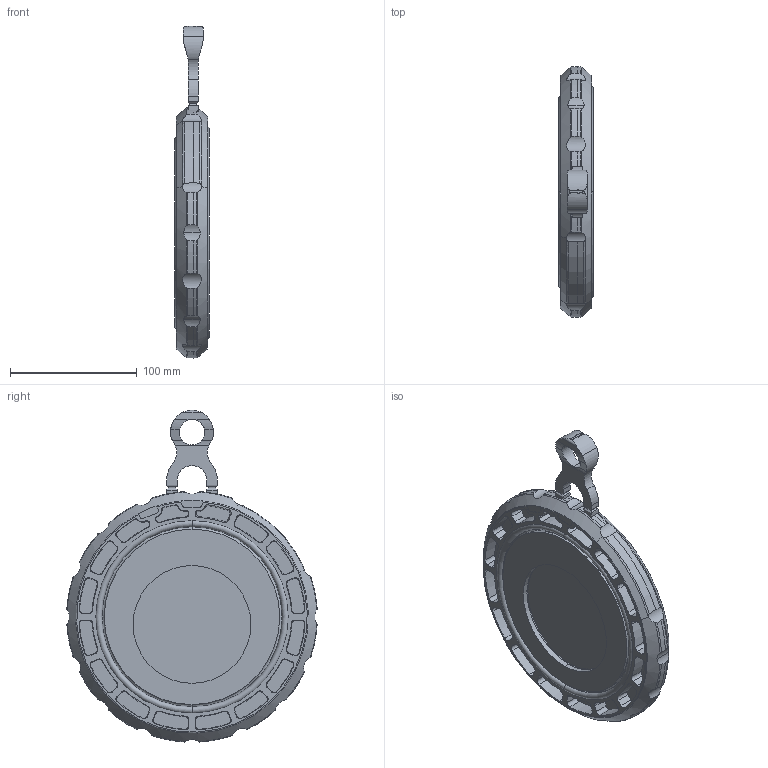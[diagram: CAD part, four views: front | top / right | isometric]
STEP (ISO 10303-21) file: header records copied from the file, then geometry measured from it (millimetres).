
FILE_DESCRIPTION(('STEP AP214'),'1');
FILE_NAME('cctmp_226FCFC2-19E9-4D85-9FC6-6F08C4C2FF88_2018_12_7_13_48_51_539..stp','2018-12-07T12:48:52',('Praher Valves GmbH'),('CADClick - www.CADClick.com'),'Spatial InterOp 3D',' ','unknown authorization');
FILE_SCHEMA(('AUTOMOTIVE_DESIGN'));
Length unit declared in the file: millimetre
Products named in the file (1): 1
Bounding box: 27.04 x 197.6 x 262.1 mm (x, y, z)
Volume: 564085.7 mm3; surface area: 117115.3 mm2
Topology: 1 solids, 1 shells, 559 faces, 1581 edges, 1041 vertices
Faces by surface type: plane 191, cone 163, cylinder 140, torus 65
Entity records: 25408 total; most frequent: CARTESIAN_POINT 6240, ORIENTED_EDGE 3162, DIRECTION 3124, EDGE_CURVE 1581, AXIS2_PLACEMENT_3D 1227, VERTEX_POINT 1041, LINE 670, VECTOR 670
